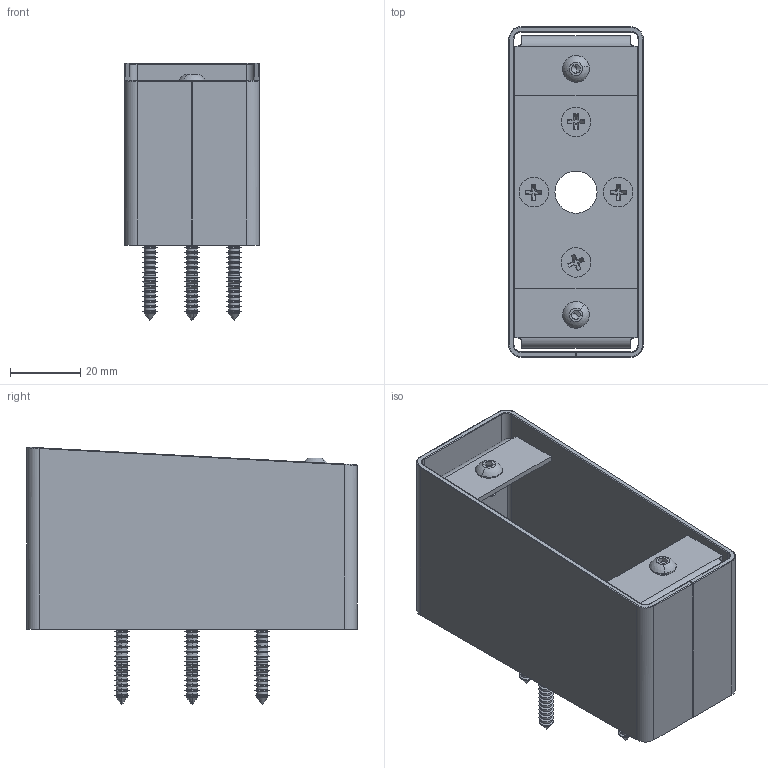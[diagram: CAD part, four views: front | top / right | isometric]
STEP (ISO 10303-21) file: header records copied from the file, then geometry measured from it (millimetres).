
FILE_DESCRIPTION (( 'STEP AP214' ), '1' );
FILE_NAME ('PBHI1.step', '2021-07-29T14:43:09', ( '' ), ( '' ), 'SwSTEP 2.0', 'SolidWorks 2020', '' );
FILE_SCHEMA (( 'AUTOMOTIVE_DESIGN' ));
Length unit declared in the file: millimetre
Products named in the file (8): Tapping screw DIN 7982-ST4.2x25-C-H-S-3; MP0420-PHBI1 BOX ASSEMBLY-1; Tapping screw DIN 7982-ST4.2x25-C-H-S-4; Tapping screw DIN 7982-ST4.2x25-C-H-S-2; ISO 7380 - M4 x 8-2; ISO 7380 - M4 x 8-1; Tapping screw DIN 7982-ST4.2x25-C-H-S-1; PBHI1
Assembly tree (7 placements, depth 2):
  PBHI1
    Tapping screw DIN 7982-ST4.2x25-C-H-S-3
    Tapping screw DIN 7982-ST4.2x25-C-H-S-2
    Tapping screw DIN 7982-ST4.2x25-C-H-S-4
    Tapping screw DIN 7982-ST4.2x25-C-H-S-1
    MP0420-PHBI1 BOX ASSEMBLY-1
    ISO 7380 - M4 x 8-1
    ISO 7380 - M4 x 8-2
Bounding box: 38.3 x 94 x 73.34 mm (x, y, z)
Volume: 29912 mm3; surface area: 42261.7 mm2
Topology: 8 solids, 8 shells, 735 faces, 1675 edges, 952 vertices
Faces by surface type: cone 344, cylinder 229, plane 130, bspline 24, torus 4, sphere 4
Entity records: 21094 total; most frequent: CARTESIAN_POINT 4120, DIRECTION 3755, ORIENTED_EDGE 3326, EDGE_CURVE 1663, AXIS2_PLACEMENT_3D 1435, VERTEX_POINT 952, LINE 885, VECTOR 885
